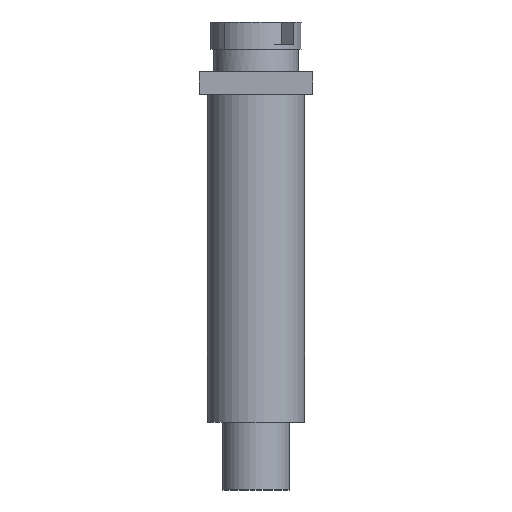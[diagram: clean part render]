
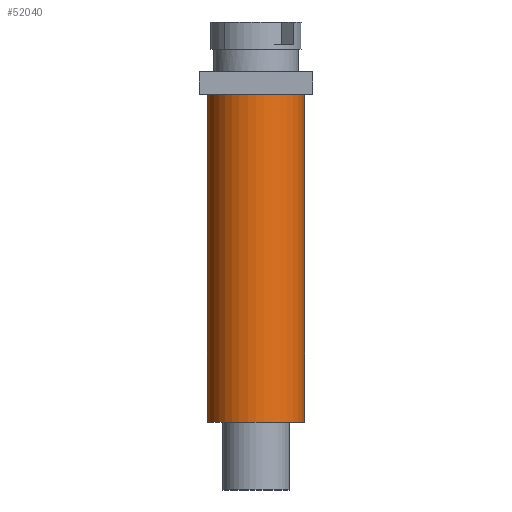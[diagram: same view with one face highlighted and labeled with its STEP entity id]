
A CAD part, left-side view. The second image highlights one B-rep face of the part: STEP entity #52040.
In plain terms, the highlighted cylindrical face has radius 2.15 mm (diameter 4.3 mm), a partial arc.
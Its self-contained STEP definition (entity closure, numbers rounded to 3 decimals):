
#21160=CARTESIAN_POINT('',(-34.76,3.6,
-10.01));
#21170=DIRECTION('',(0.,1.,0.));
#21180=DIRECTION('',(0.,0.,1.));
#21190=AXIS2_PLACEMENT_3D('',#21160,#21170,#21180);
#21200=CIRCLE('',#21190,2.15);
#21210=CARTESIAN_POINT('',(-34.76,3.6,
-7.86));
#21220=VERTEX_POINT('',#21210);
#21230=CARTESIAN_POINT('',(-34.76,3.6,
-12.16));
#21240=VERTEX_POINT('',#21230);
#21250=EDGE_CURVE('',#21220,#21240,#21200,.T.);
#21650=CARTESIAN_POINT('',(-34.76,-10.9,-7.86));
#21660=DIRECTION('',(0.,1.,0.));
#21670=VECTOR('',#21660,1.);
#21680=LINE('',#21650,#21670);
#21690=CARTESIAN_POINT('',(-34.76,-10.9,-7.86));
#21700=VERTEX_POINT('',#21690);
#21710=EDGE_CURVE('',#21700,#21220,#21680,.T.);
#21730=CARTESIAN_POINT('',(-34.76,-10.9,-10.01));
#21740=DIRECTION('',(0.,1.,0.));
#21750=DIRECTION('',(0.,0.,1.));
#21760=AXIS2_PLACEMENT_3D('',#21730,#21740,#21750);
#21770=CIRCLE('',#21760,2.15);
#21780=CARTESIAN_POINT('',(-34.76,-10.9,-12.16));
#21790=VERTEX_POINT('',#21780);
#21820=CARTESIAN_POINT('',(-34.76,-10.9,-12.16));
#21830=DIRECTION('',(0.,1.,0.));
#21840=VECTOR('',#21830,1.);
#21850=LINE('',#21820,#21840);
#21860=EDGE_CURVE('',#21790,#21240,#21850,.T.);
#22040=EDGE_CURVE('',#21700,#21790,#21770,.T.);
#51930=CARTESIAN_POINT('',(-34.76,-10.9,-10.01));
#51940=DIRECTION('',(0.,1.,0.));
#51950=DIRECTION('',(0.,0.,1.));
#51960=AXIS2_PLACEMENT_3D('',#51930,#51940,#51950);
#51970=CYLINDRICAL_SURFACE('',#51960,2.15);
#51980=ORIENTED_EDGE('',*,*,#22040,.T.);
#51990=ORIENTED_EDGE('',*,*,#21710,.F.);
#52000=ORIENTED_EDGE('',*,*,#21250,.F.);
#52010=ORIENTED_EDGE('',*,*,#21860,.T.);
#52020=EDGE_LOOP('',(#52010,#52000,#51990,#51980));
#52030=FACE_OUTER_BOUND('',#52020,.T.);
#52040=ADVANCED_FACE('',(#52030),#51970,.T.);
